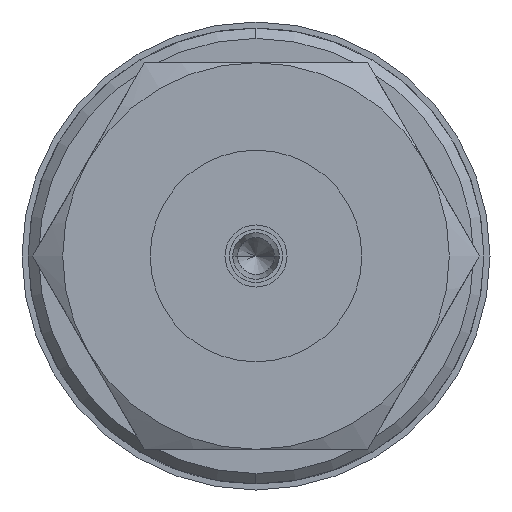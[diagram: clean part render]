
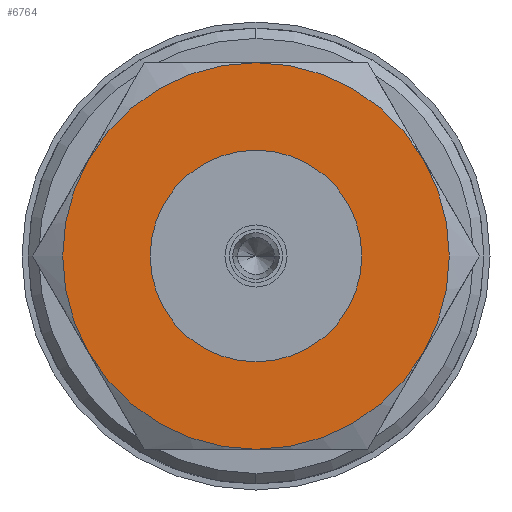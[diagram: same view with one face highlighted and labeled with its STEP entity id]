
A CAD part, left-side view. The second image highlights one B-rep face of the part: STEP entity #6764.
In plain terms, the highlighted planar face has unit normal (-1, 0, 0).
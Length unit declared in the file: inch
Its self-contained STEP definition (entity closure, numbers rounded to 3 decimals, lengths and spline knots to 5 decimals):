
#44 = DIRECTION ( 'NONE',  ( -1., 0., 0. ) ) ;
#122 = CARTESIAN_POINT ( 'NONE',  ( 0., 0., -0.187 ) ) ;
#147 = EDGE_CURVE ( 'NONE', #8872, #3341, #4470, .T. ) ;
#248 = VERTEX_POINT ( 'NONE', #6637 ) ;
#624 = DIRECTION ( 'NONE',  ( -1., 0., 0. ) ) ;
#631 = EDGE_CURVE ( 'NONE', #1953, #8872, #7152, .T. ) ;
#660 = CARTESIAN_POINT ( 'NONE',  ( 0., 0., 0. ) ) ;
#927 = CARTESIAN_POINT ( 'NONE',  ( 0., 0., 0. ) ) ;
#948 = CARTESIAN_POINT ( 'NONE',  ( 0., 0., 0. ) ) ;
#962 = CARTESIAN_POINT ( 'NONE',  ( 0., 0.16195, 0.0935 ) ) ;
#1031 = VERTEX_POINT ( 'NONE', #3085 ) ;
#1084 = CARTESIAN_POINT ( 'NONE',  ( 0., 0.16195, -0.0935 ) ) ;
#1412 = AXIS2_PLACEMENT_3D ( 'NONE', #6676, #3189, #5018 ) ;
#1524 = EDGE_CURVE ( 'NONE', #3169, #1953, #7008, .T. ) ;
#1574 = CIRCLE ( 'NONE', #1412, 0.187 ) ;
#1644 = ORIENTED_EDGE ( 'NONE', *, *, #1524, .F. ) ;
#1749 = PLANE ( 'NONE',  #3505 ) ;
#1830 = AXIS2_PLACEMENT_3D ( 'NONE', #8201, #7363, #1837 ) ;
#1837 = DIRECTION ( 'NONE',  ( 0., 0., -1. ) ) ;
#1897 = VERTEX_POINT ( 'NONE', #7426 ) ;
#1953 = VERTEX_POINT ( 'NONE', #2879 ) ;
#1962 = DIRECTION ( 'NONE',  ( 0., 0., -1. ) ) ;
#2031 = DIRECTION ( 'NONE',  ( 0., 0., 1. ) ) ;
#2034 = CIRCLE ( 'NONE', #5281, 0.10236 ) ;
#2287 = CIRCLE ( 'NONE', #7759, 0.187 ) ;
#2346 = FACE_BOUND ( 'NONE', #3334, .T. ) ;
#2551 = AXIS2_PLACEMENT_3D ( 'NONE', #660, #4087, #1962 ) ;
#2634 = CARTESIAN_POINT ( 'NONE',  ( 0., 0., 0. ) ) ;
#2761 = EDGE_CURVE ( 'NONE', #3341, #4358, #1574, .T. ) ;
#2879 = CARTESIAN_POINT ( 'NONE',  ( 0., -0.16195, -0.0935 ) ) ;
#2881 = DIRECTION ( 'NONE',  ( 0., 0., 1. ) ) ;
#2940 = EDGE_LOOP ( 'NONE', ( #6480, #7338, #1644, #5555, #6757, #9127 ) ) ;
#3085 = CARTESIAN_POINT ( 'NONE',  ( 0., 0., 0.10236 ) ) ;
#3140 = EDGE_CURVE ( 'NONE', #248, #3169, #2287, .T. ) ;
#3169 = VERTEX_POINT ( 'NONE', #7726 ) ;
#3189 = DIRECTION ( 'NONE',  ( 1., 0., 0. ) ) ;
#3334 = EDGE_LOOP ( 'NONE', ( #3508, #5045 ) ) ;
#3341 = VERTEX_POINT ( 'NONE', #1084 ) ;
#3505 = AXIS2_PLACEMENT_3D ( 'NONE', #948, #7218, #8747 ) ;
#3506 = DIRECTION ( 'NONE',  ( 1., 0., 0. ) ) ;
#3508 = ORIENTED_EDGE ( 'NONE', *, *, #6095, .F. ) ;
#3560 = CARTESIAN_POINT ( 'NONE',  ( 0., 0., 0. ) ) ;
#4087 = DIRECTION ( 'NONE',  ( 1., 0., 0. ) ) ;
#4358 = VERTEX_POINT ( 'NONE', #962 ) ;
#4470 = CIRCLE ( 'NONE', #7147, 0.187 ) ;
#5018 = DIRECTION ( 'NONE',  ( 0., 0., -1. ) ) ;
#5045 = ORIENTED_EDGE ( 'NONE', *, *, #6515, .F. ) ;
#5281 = AXIS2_PLACEMENT_3D ( 'NONE', #6309, #5457, #8308 ) ;
#5457 = DIRECTION ( 'NONE',  ( -1., 0., 0. ) ) ;
#5503 = EDGE_CURVE ( 'NONE', #248, #4358, #6165, .T. ) ;
#5555 = ORIENTED_EDGE ( 'NONE', *, *, #3140, .F. ) ;
#5742 = AXIS2_PLACEMENT_3D ( 'NONE', #2634, #624, #2031 ) ;
#5852 = DIRECTION ( 'NONE',  ( 0., 0., -1. ) ) ;
#6095 = EDGE_CURVE ( 'NONE', #1031, #1897, #2034, .T. ) ;
#6165 = CIRCLE ( 'NONE', #8401, 0.187 ) ;
#6309 = CARTESIAN_POINT ( 'NONE',  ( 0., 0., 0. ) ) ;
#6480 = ORIENTED_EDGE ( 'NONE', *, *, #147, .F. ) ;
#6515 = EDGE_CURVE ( 'NONE', #1897, #1031, #6925, .T. ) ;
#6637 = CARTESIAN_POINT ( 'NONE',  ( 0., 0., 0.187 ) ) ;
#6676 = CARTESIAN_POINT ( 'NONE',  ( 0., 0., 0. ) ) ;
#6757 = ORIENTED_EDGE ( 'NONE', *, *, #5503, .T. ) ;
#6764 = ADVANCED_FACE ( 'NONE', ( #2346, #8702 ), #1749, .F. ) ;
#6925 = CIRCLE ( 'NONE', #5742, 0.10236 ) ;
#7008 = CIRCLE ( 'NONE', #1830, 0.187 ) ;
#7047 = CARTESIAN_POINT ( 'NONE',  ( 0., 0., 0. ) ) ;
#7092 = DIRECTION ( 'NONE',  ( 0., 0., -1. ) ) ;
#7147 = AXIS2_PLACEMENT_3D ( 'NONE', #7047, #3506, #7092 ) ;
#7152 = CIRCLE ( 'NONE', #2551, 0.187 ) ;
#7218 = DIRECTION ( 'NONE',  ( 1., 0., 0. ) ) ;
#7245 = DIRECTION ( 'NONE',  ( 1., 0., 0. ) ) ;
#7338 = ORIENTED_EDGE ( 'NONE', *, *, #631, .F. ) ;
#7363 = DIRECTION ( 'NONE',  ( 1., 0., 0. ) ) ;
#7426 = CARTESIAN_POINT ( 'NONE',  ( 0., 0., -0.10236 ) ) ;
#7726 = CARTESIAN_POINT ( 'NONE',  ( 0., -0.16195, 0.0935 ) ) ;
#7759 = AXIS2_PLACEMENT_3D ( 'NONE', #927, #7245, #5852 ) ;
#8201 = CARTESIAN_POINT ( 'NONE',  ( 0., 0., 0. ) ) ;
#8308 = DIRECTION ( 'NONE',  ( 0., 0., 1. ) ) ;
#8401 = AXIS2_PLACEMENT_3D ( 'NONE', #3560, #44, #2881 ) ;
#8702 = FACE_OUTER_BOUND ( 'NONE', #2940, .T. ) ;
#8747 = DIRECTION ( 'NONE',  ( 0., 0., -1. ) ) ;
#8872 = VERTEX_POINT ( 'NONE', #122 ) ;
#9127 = ORIENTED_EDGE ( 'NONE', *, *, #2761, .F. ) ;
